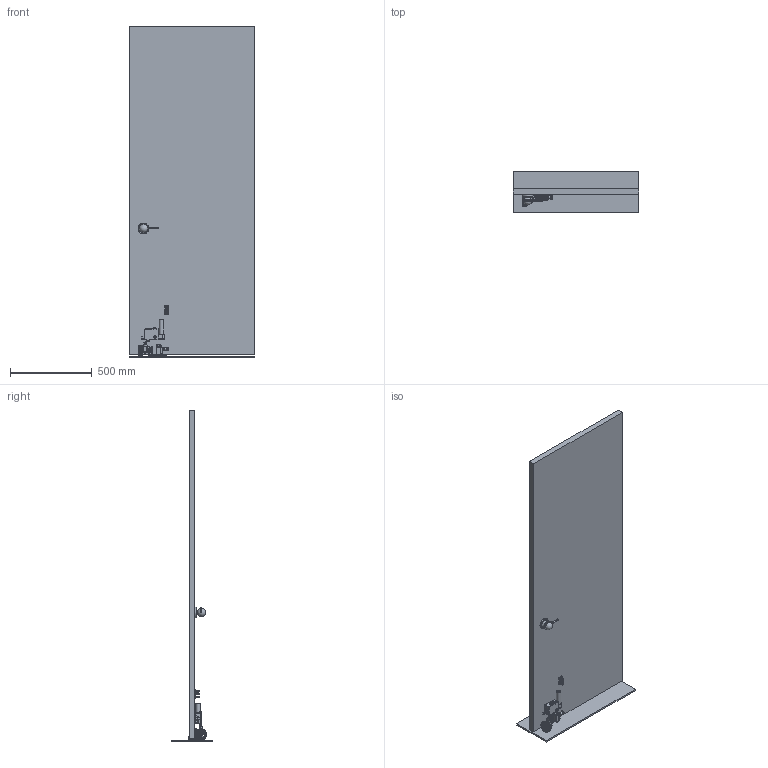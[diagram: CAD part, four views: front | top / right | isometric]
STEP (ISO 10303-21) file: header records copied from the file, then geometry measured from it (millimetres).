
FILE_DESCRIPTION(/* description */ ('STEP AP242','CAx-IF Rec.Pracs.---Representation and Presentation of Product Manufacturing Information (PMI)---4.0---2014-10-13','CAx-IF Rec.Pracs.---3D Tessellated Geometry---0.4---2014-09-14','2;1'),/* implementation_level */ '2;1');
FILE_NAME(/* name */ '6531e8ac5a83177401079364',/* time_stamp */ '2023-10-20T02:40:49Z',/* author */ (''),/* organization */ (''),/* preprocessor_version */ 'ST-DEVELOPER v19.4',/* originating_system */ ' ',/* authorisation */ ' ');
FILE_SCHEMA (('AP242_MANAGED_MODEL_BASED_3D_ENGINEERING_MIM_LF { 1 0 10303 442 1 1 4 }'));
Products named in the file (34): Assembly 1; DoorMount; Part 1; Assembly 1 <1>; Right Angle Gear Motor 638336 <1>; Case; Strap; Power Tabs; MotorMount; Motor Top; Motor Core; Motor Spindle; Shaft; Assembly 1 <4>; DoorKnob; Clip; Part 2; Wheel D65x25 <1>; PCB Case <1>; Battery; ProtoBoard; Lid; Assembly 1 <5>; DS04-NFC-Body; Spool
Assembly tree (33 placements, depth 4):
  Assembly 1
    DoorMount
    Part 1
    Assembly 1 <1>
      Part 1
    DoorMount
    Right Angle Gear Motor 638336 <1>
      Case
      Strap
      Power Tabs
      MotorMount
      Motor Top
      Motor Core
      Motor Spindle
      Shaft
    Assembly 1 <4>
      Part 1
      Assembly 1 <1>
        DoorKnob
        Clip
      Part 2
    Wheel D65x25 <1>
      Part 2
      Part 1
    PCB Case <1>
      Battery
      ProtoBoard
      Lid
      Case
    Assembly 1 <5>
      DS04-NFC-Body
      DS04-NFC-Body
      DS04-NFC-Body
      Spool
Bounding box: 770 x 254.82 x 2030.9 mm (x, y, z)
Volume: 58104636.7 mm3; surface area: 3885911.8 mm2
Topology: 26 solids, 26 shells, 3925 faces, 9841 edges, 6097 vertices
Faces by surface type: cylinder 1115, plane 1070, bspline 841, torus 820, sphere 65, cone 14
Full cylindrical faces by diameter (mm): 1 x5, 1.3 x432, 1.8 x1, 1.9 x2, 2.1 x2, 2.2 x2, 2.3 x4, 2.5 x4, 2.6 x2, 2.8 x1, 3 x4, 3.2 x1, 3.8 x1, 4.3 x2, 4.5 x4, 5 x3, 5.1 x1, 5.2 x2, 5.4 x2, 5.5 x1, 5.7 x1, 5.8 x2, 6.4 x1, 7 x1, 7.2 x1, 9 x1, 9.8 x1, 10 x3, 11 x1, 12 x1
Entity records: 146548 total; most frequent: CARTESIAN_POINT 53222, ORIENTED_EDGE 17454, DIRECTION 15692, EDGE_CURVE 8727, AXIS2_PLACEMENT_3D 6193, EDGE_LOOP 6075, FACE_BOUND 6075, VERTEX_POINT 6054
